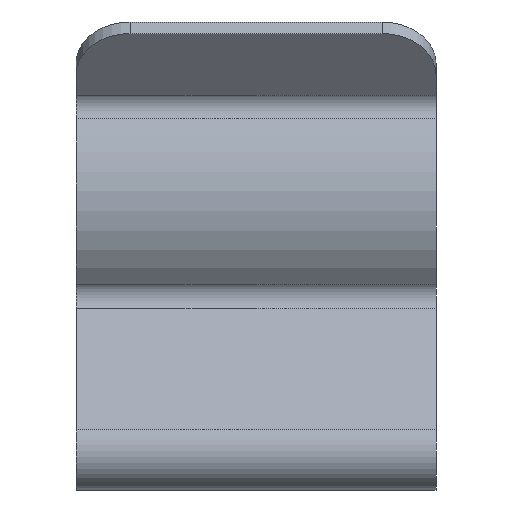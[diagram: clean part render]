
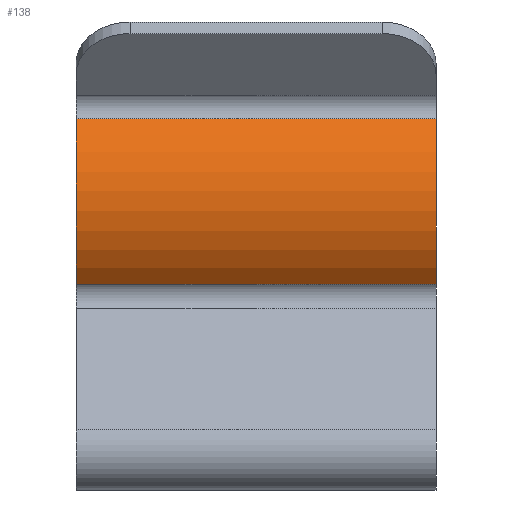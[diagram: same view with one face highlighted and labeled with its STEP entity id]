
A CAD part, left-side view. The second image highlights one B-rep face of the part: STEP entity #138.
In plain terms, the highlighted cylindrical face has radius 3.5 mm (diameter 7 mm), a partial arc.
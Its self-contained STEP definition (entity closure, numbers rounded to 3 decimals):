
#138=ADVANCED_FACE('',(#193),#167,.T.);
#167=CYLINDRICAL_SURFACE('',#802,3.5);
#193=FACE_OUTER_BOUND('',#227,.T.);
#227=EDGE_LOOP('',(#423,#424,#425,#426));
#276=LINE('',#1148,#332);
#277=LINE('',#1154,#333);
#332=VECTOR('',#936,1.);
#333=VECTOR('',#943,1.);
#423=ORIENTED_EDGE('',*,*,#672,.T.);
#424=ORIENTED_EDGE('',*,*,#673,.F.);
#425=ORIENTED_EDGE('',*,*,#674,.F.);
#426=ORIENTED_EDGE('',*,*,#670,.T.);
#591=VERTEX_POINT('',#1147);
#592=VERTEX_POINT('',#1149);
#593=VERTEX_POINT('',#1153);
#594=VERTEX_POINT('',#1155);
#670=EDGE_CURVE('',#592,#591,#276,.T.);
#672=EDGE_CURVE('',#591,#593,#743,.T.);
#673=EDGE_CURVE('',#594,#593,#277,.T.);
#674=EDGE_CURVE('',#592,#594,#744,.T.);
#743=CIRCLE('',#800,3.5);
#744=CIRCLE('',#801,3.5);
#800=AXIS2_PLACEMENT_3D('',#1152,#941,#942);
#801=AXIS2_PLACEMENT_3D('',#1156,#944,#945);
#802=AXIS2_PLACEMENT_3D('',#1157,#946,#947);
#936=DIRECTION('',(0.,-1.,0.));
#941=DIRECTION('',(0.,1.,0.));
#942=DIRECTION('',(1.,0.,0.));
#943=DIRECTION('',(0.,-1.,0.));
#944=DIRECTION('',(0.,1.,0.));
#945=DIRECTION('',(1.,0.,0.));
#946=DIRECTION('',(0.,-1.,0.));
#947=DIRECTION('',(0.,0.,-1.));
#1147=CARTESIAN_POINT('',(-2.649,0.,5.713));
#1148=CARTESIAN_POINT('',(-2.649,10.,5.713));
#1149=CARTESIAN_POINT('',(-2.649,10.,5.713));
#1152=CARTESIAN_POINT('',(0.,0.,8.));
#1153=CARTESIAN_POINT('',(-2.625,0.,10.315));
#1154=CARTESIAN_POINT('',(-2.625,10.,10.315));
#1155=CARTESIAN_POINT('',(-2.625,10.,10.315));
#1156=CARTESIAN_POINT('',(0.,10.,8.));
#1157=CARTESIAN_POINT('',(0.,10.,8.));
